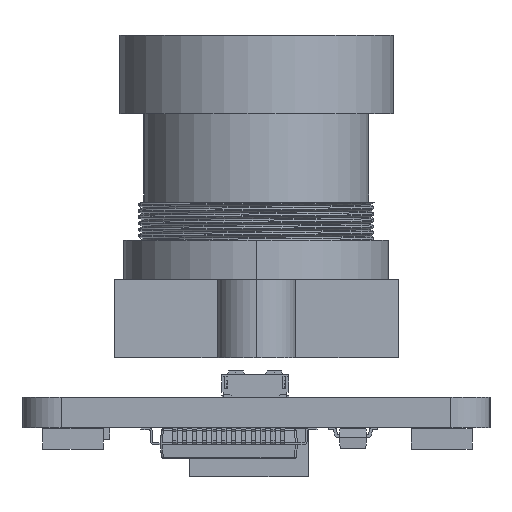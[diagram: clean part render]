
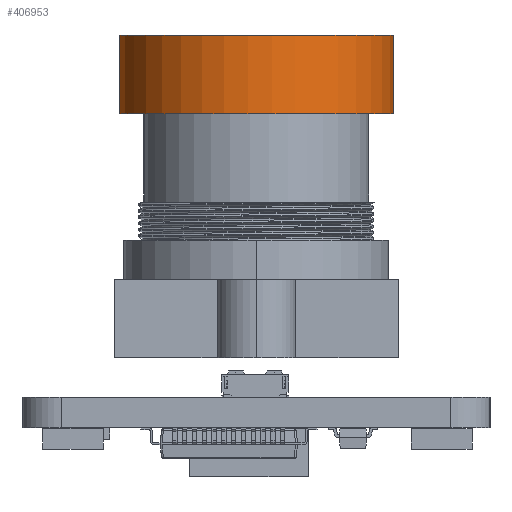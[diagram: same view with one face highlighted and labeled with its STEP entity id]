
A CAD part, left-side view. The second image highlights one B-rep face of the part: STEP entity #406953.
In plain terms, the highlighted cylindrical face has radius 7 mm (diameter 14 mm), a partial arc.
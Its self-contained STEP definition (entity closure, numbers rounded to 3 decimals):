
#9243 = DIRECTION ( 'NONE',  ( 0., 0., 1. ) ) ;
#57155 = LINE ( 'NONE', #415304, #274831 ) ;
#62007 = DIRECTION ( 'NONE',  ( -0.113, 0.994, 0. ) ) ;
#69061 = AXIS2_PLACEMENT_3D ( 'NONE', #382568, #170390, #62007 ) ;
#70865 = CARTESIAN_POINT ( 'NONE',  ( -0.794, 6.954, 18.451 ) ) ;
#93801 = DIRECTION ( 'NONE',  ( 0., 0., 1. ) ) ;
#99481 = CIRCLE ( 'NONE', #69061, 7. ) ;
#117306 = CARTESIAN_POINT ( 'NONE',  ( -0.794, 6.954, 14.451 ) ) ;
#131783 = VERTEX_POINT ( 'NONE', #206967 ) ;
#133512 = ORIENTED_EDGE ( 'NONE', *, *, #411257, .T. ) ;
#141991 = DIRECTION ( 'NONE',  ( -0.113, 0.994, 0. ) ) ;
#169215 = EDGE_CURVE ( 'NONE', #344411, #288843, #209208, .T. ) ;
#170390 = DIRECTION ( 'NONE',  ( 0., 0., 1. ) ) ;
#175544 = EDGE_LOOP ( 'NONE', ( #133512, #273293, #237758, #444095 ) ) ;
#177362 = CARTESIAN_POINT ( 'NONE',  ( 0., 0., 14.451 ) ) ;
#183763 = DIRECTION ( 'NONE',  ( -0.113, 0.994, 0. ) ) ;
#206967 = CARTESIAN_POINT ( 'NONE',  ( 0.794, -6.955, 14.451 ) ) ;
#209208 = LINE ( 'NONE', #456491, #340118 ) ;
#237758 = ORIENTED_EDGE ( 'NONE', *, *, #386638, .F. ) ;
#238485 = VERTEX_POINT ( 'NONE', #324205 ) ;
#261563 = CYLINDRICAL_SURFACE ( 'NONE', #318465, 7. ) ;
#273293 = ORIENTED_EDGE ( 'NONE', *, *, #430589, .T. ) ;
#274831 = VECTOR ( 'NONE', #417658, 1000. ) ;
#288843 = VERTEX_POINT ( 'NONE', #70865 ) ;
#318465 = AXIS2_PLACEMENT_3D ( 'NONE', #438111, #9243, #183763 ) ;
#322996 = CIRCLE ( 'NONE', #398416, 7. ) ;
#324205 = CARTESIAN_POINT ( 'NONE',  ( 0.794, -6.955, 18.451 ) ) ;
#340118 = VECTOR ( 'NONE', #93801, 1000. ) ;
#344411 = VERTEX_POINT ( 'NONE', #117306 ) ;
#351313 = FACE_OUTER_BOUND ( 'NONE', #175544, .T. ) ;
#382568 = CARTESIAN_POINT ( 'NONE',  ( 0., 0., 18.451 ) ) ;
#386638 = EDGE_CURVE ( 'NONE', #288843, #238485, #99481, .T. ) ;
#398416 = AXIS2_PLACEMENT_3D ( 'NONE', #177362, #434039, #141991 ) ;
#406953 = ADVANCED_FACE ( 'NONE', ( #351313 ), #261563, .T. ) ;
#411257 = EDGE_CURVE ( 'NONE', #344411, #131783, #322996, .T. ) ;
#415304 = CARTESIAN_POINT ( 'NONE',  ( 0.794, -6.955, 14.451 ) ) ;
#417658 = DIRECTION ( 'NONE',  ( 0., 0., 1. ) ) ;
#430589 = EDGE_CURVE ( 'NONE', #131783, #238485, #57155, .T. ) ;
#434039 = DIRECTION ( 'NONE',  ( 0., 0., 1. ) ) ;
#438111 = CARTESIAN_POINT ( 'NONE',  ( 0., 0., 14.451 ) ) ;
#444095 = ORIENTED_EDGE ( 'NONE', *, *, #169215, .F. ) ;
#456491 = CARTESIAN_POINT ( 'NONE',  ( -0.794, 6.954, 14.451 ) ) ;
